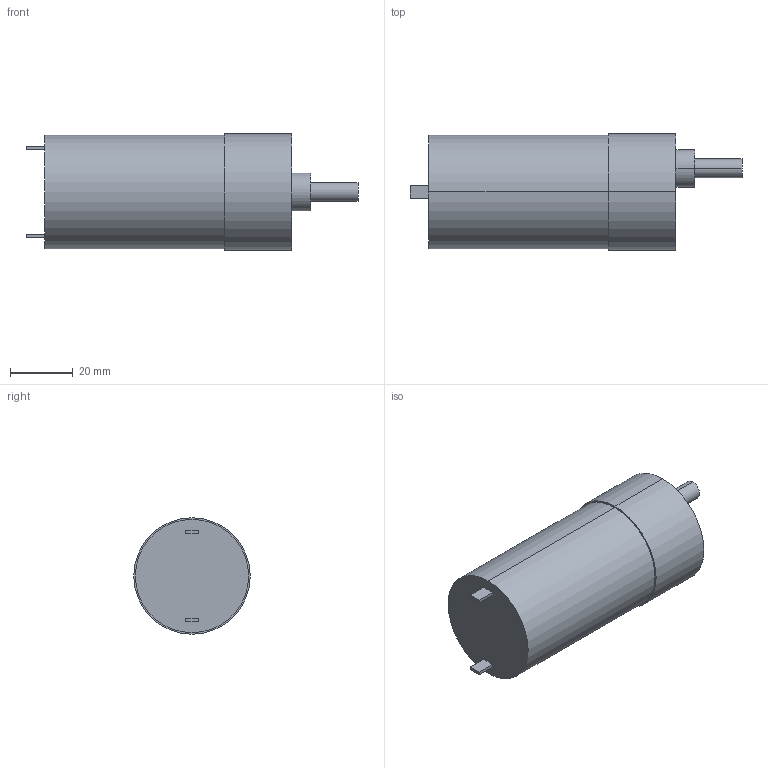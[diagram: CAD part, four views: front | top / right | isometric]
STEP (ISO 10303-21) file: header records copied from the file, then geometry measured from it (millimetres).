
FILE_DESCRIPTION (( 'STEP AP214' ), '1' );
FILE_NAME ('DC Motor 37GB555 12V.STEP', '2023-06-06T00:51:06', ( '' ), ( '' ), 'SwSTEP 2.0', 'SolidWorks 2021', '' );
FILE_SCHEMA (( 'AUTOMOTIVE_DESIGN' ));
Length unit declared in the file: millimetre
Products named in the file (1): DC Motor 37GB555 12V
Bounding box: 105.5 x 37 x 37 mm (x, y, z)
Volume: 81793.5 mm3; surface area: 12093.2 mm2
Topology: 1 solids, 1 shells, 48 faces, 102 edges, 68 vertices
Faces by surface type: cylinder 26, plane 22
Entity records: 1880 total; most frequent: DIRECTION 252, CARTESIAN_POINT 219, ORIENTED_EDGE 204, EDGE_CURVE 102, AXIS2_PLACEMENT_3D 101, VERTEX_POINT 68, EDGE_LOOP 60, CIRCLE 52
